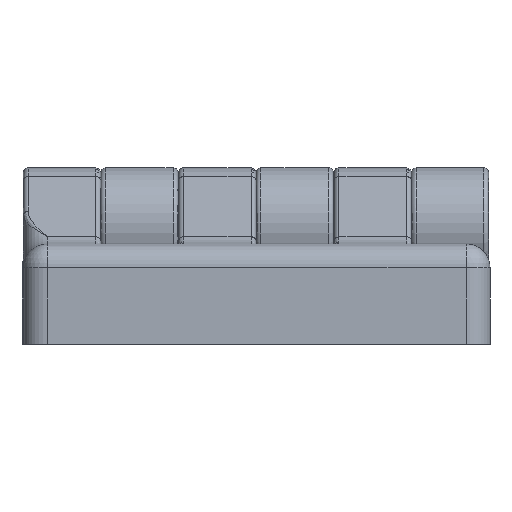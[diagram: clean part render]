
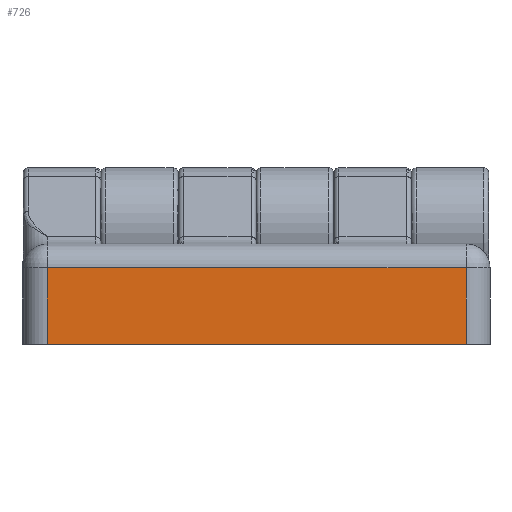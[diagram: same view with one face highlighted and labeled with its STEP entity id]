
A CAD part, left-side view. The second image highlights one B-rep face of the part: STEP entity #726.
In plain terms, the highlighted planar face has unit normal (-1, 0, 0).
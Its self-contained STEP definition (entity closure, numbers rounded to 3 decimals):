
#726 = ADVANCED_FACE( '', ( #1570 ), #1571, .F. );
#1570 = FACE_OUTER_BOUND( '', #2523, .T. );
#1571 = PLANE( '', #2524 );
#2523 = EDGE_LOOP( '', ( #4828, #4829, #4830, #4831 ) );
#2524 = AXIS2_PLACEMENT_3D( '', #4832, #4833, #4834 );
#4828 = ORIENTED_EDGE( '', *, *, #6149, .T. );
#4829 = ORIENTED_EDGE( '', *, *, #5958, .T. );
#4830 = ORIENTED_EDGE( '', *, *, #6559, .T. );
#4831 = ORIENTED_EDGE( '', *, *, #6136, .T. );
#4832 = CARTESIAN_POINT( '', ( -98., -0.3, 0. ) );
#4833 = DIRECTION( '', ( 1., 0., 0. ) );
#4834 = DIRECTION( '', ( 0., 0., 1. ) );
#5958 = EDGE_CURVE( '', #7174, #7178, #7180, .T. );
#6136 = EDGE_CURVE( '', #7454, #7461, #7464, .F. );
#6149 = EDGE_CURVE( '', #7461, #7174, #7485, .T. );
#6559 = EDGE_CURVE( '', #7178, #7454, #8048, .F. );
#7174 = VERTEX_POINT( '', #8865 );
#7178 = VERTEX_POINT( '', #8870 );
#7180 = LINE( '', #8872, #8873 );
#7454 = VERTEX_POINT( '', #9318 );
#7461 = VERTEX_POINT( '', #9327 );
#7464 = LINE( '', #9330, #9331 );
#7485 = LINE( '', #9359, #9360 );
#8048 = LINE( '', #10154, #10155 );
#8865 = CARTESIAN_POINT( '', ( -98., -93.2, 0. ) );
#8870 = CARTESIAN_POINT( '', ( -98., -93.2, 16. ) );
#8872 = CARTESIAN_POINT( '', ( -98., -93.2, 0. ) );
#8873 = VECTOR( '', #10875, 1000. );
#9318 = CARTESIAN_POINT( '', ( -98., -5.3, 16. ) );
#9327 = CARTESIAN_POINT( '', ( -98., -5.3, 0. ) );
#9330 = CARTESIAN_POINT( '', ( -98., -5.3, 0. ) );
#9331 = VECTOR( '', #11089, 1000. );
#9359 = CARTESIAN_POINT( '', ( -98., -0.3, 0. ) );
#9360 = VECTOR( '', #11109, 1000. );
#10154 = CARTESIAN_POINT( '', ( -98., -0.3, 16. ) );
#10155 = VECTOR( '', #11588, 1000. );
#10875 = DIRECTION( '', ( 0., 0., 1. ) );
#11089 = DIRECTION( '', ( 0., 0., 1. ) );
#11109 = DIRECTION( '', ( 0., -1., 0. ) );
#11588 = DIRECTION( '', ( 0., -1., 0. ) );
